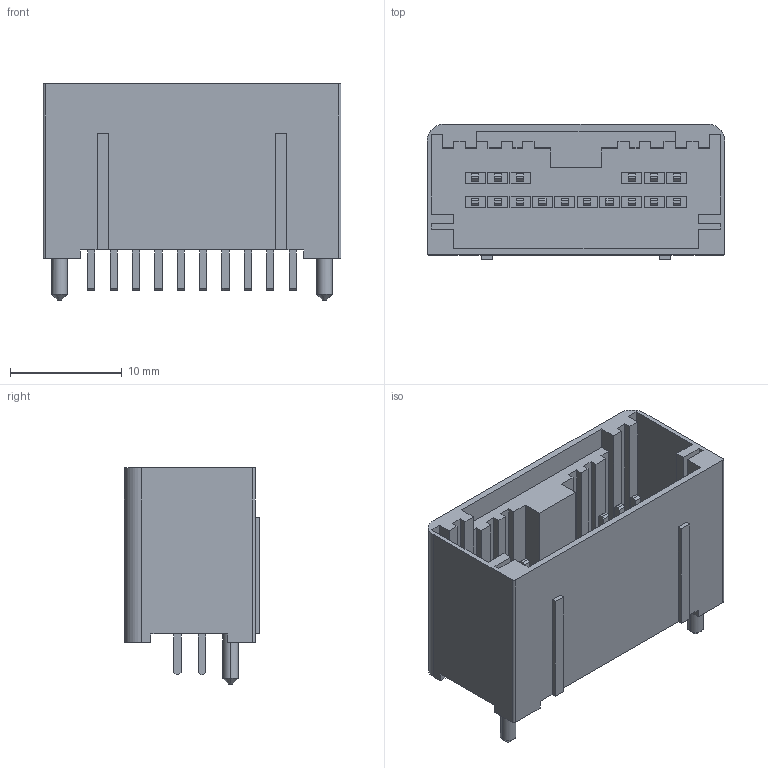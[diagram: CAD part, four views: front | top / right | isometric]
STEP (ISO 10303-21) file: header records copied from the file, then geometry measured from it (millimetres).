
FILE_DESCRIPTION (( 'STEP AP214' ), '1' );
FILE_NAME ('CONN-TH_348250161.step', '2022-08-03T16:47:59', ( '' ), ( '' ), 'SwSTEP 2.0', 'SolidWorks 2020', '' );
FILE_SCHEMA (( 'AUTOMOTIVE_DESIGN' ));
Length unit declared in the file: millimetre
Products named in the file (1): CONN-TH_348250161
Bounding box: 26.63 x 12.08 x 19.33 mm (x, y, z)
Volume: 1730.7 mm3; surface area: 3573.4 mm2
Topology: 14 solids, 14 shells, 737 faces, 1952 edges, 1300 vertices
Faces by surface type: plane 611, bspline 114, cylinder 8, cone 4
Entity records: 28214 total; most frequent: CARTESIAN_POINT 6352, ORIENTED_EDGE 3904, DIRECTION 2992, EDGE_CURVE 1952, VECTOR 1696, LINE 1696, VERTEX_POINT 1300, EDGE_LOOP 806
